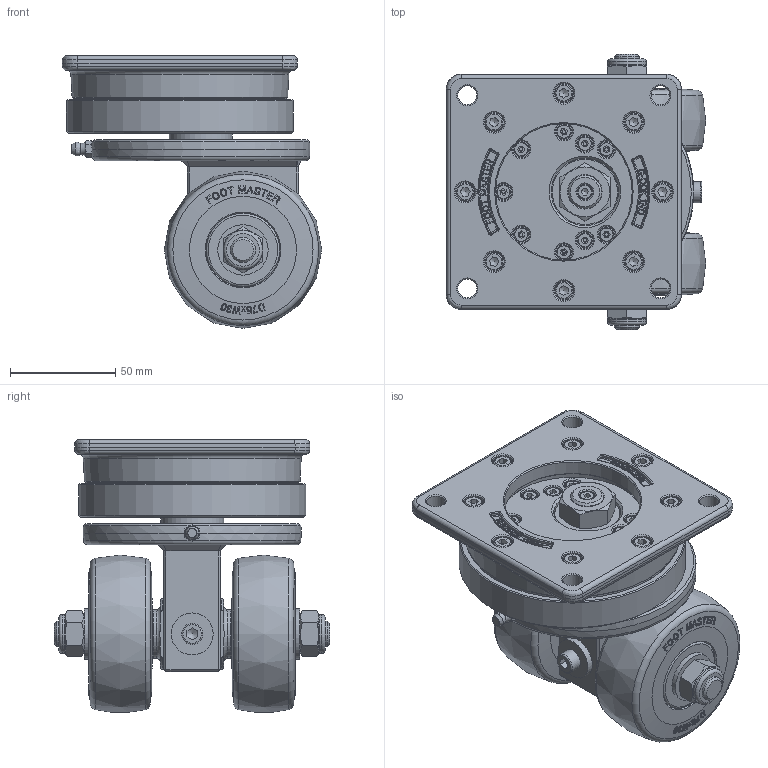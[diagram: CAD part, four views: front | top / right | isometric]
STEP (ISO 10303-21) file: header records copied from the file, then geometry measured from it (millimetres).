
FILE_DESCRIPTION(/* description */ (''),/* implementation_level */ '2;1');
FILE_NAME(/* name */ 'GAATD-75-ASF-HUD.stp',/* time_stamp */ '2024-05-20T14:58:06+09:00',/* author */ ('admin'),/* organization */ (''),/* preprocessor_version */ 'ST-DEVELOPER v18.1',/* originating_system */ 'Autodesk Inventor 2021',/* authorisation */ '');
FILE_SCHEMA (('AUTOMOTIVE_DESIGN { 1 0 10303 214 3 1 1 }'));
Products named in the file (1): GAATD-75-ASF-HUD_Shrinkwrap_1
Bounding box: 123.55 x 131 x 129.84 mm (x, y, z)
Volume: 742187.9 mm3; surface area: 117597.5 mm2
Topology: 1 solids, 7 shells, 1507 faces, 4012 edges, 2659 vertices
Faces by surface type: plane 745, bspline 387, cone 170, cylinder 133, torus 63, sphere 9
Full cylindrical faces by diameter (mm): 7 x10, 7.5 x1, 8 x9, 8.5 x8, 9 x4, 9.5 x8, 10 x2, 12 x4, 12.2 x2, 16 x2, 16.2 x1, 17 x1, 18.5 x2, 20 x2, 23 x2, 24 x2, 30 x1, 31 x1, 32 x1, 33 x2, 35 x6, 65 x1, 71 x1, 73 x1, 101 x1, 101.2 x1, 108 x1
Entity records: 52812 total; most frequent: CARTESIAN_POINT 18002, ORIENTED_EDGE 7998, DIRECTION 5399, EDGE_CURVE 3999, VERTEX_POINT 2659, AXIS2_PLACEMENT_3D 1848, LINE 1703, VECTOR 1703
